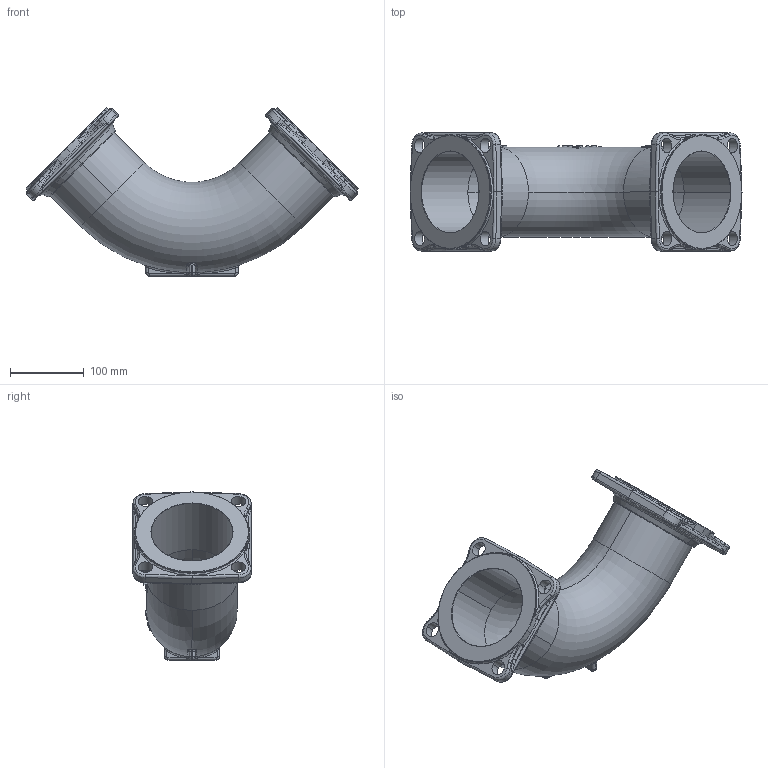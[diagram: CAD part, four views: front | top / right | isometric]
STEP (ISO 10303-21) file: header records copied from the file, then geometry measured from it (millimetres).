
FILE_DESCRIPTION (( 'STEP AP203' ), '1' );
FILE_NAME ('100x90 PN16 fl-fl bend.STEP', '2024-04-15T23:52:29', ( '' ), ( '' ), 'SwSTEP 2.0', 'SolidWorks 2022', '' );
FILE_SCHEMA (( 'CONFIG_CONTROL_DESIGN' ));
Products named in the file (1): 100x90 PN16 fl-fl bend
Bounding box: 449.31 x 159.87 x 227.69 mm (x, y, z)
Volume: 1397021.9 mm3; surface area: 369992.5 mm2
Topology: 11 solids, 11 shells, 656 faces, 1642 edges, 1022 vertices
Faces by surface type: bspline 277, plane 191, cylinder 86, torus 82, cone 20
Entity records: 35652 total; most frequent: CARTESIAN_POINT 22523, ORIENTED_EDGE 3252, DIRECTION 1797, EDGE_CURVE 1626, VERTEX_POINT 1022, B_SPLINE_CURVE_WITH_KNOTS 855, EDGE_LOOP 706, AXIS2_PLACEMENT_3D 664
